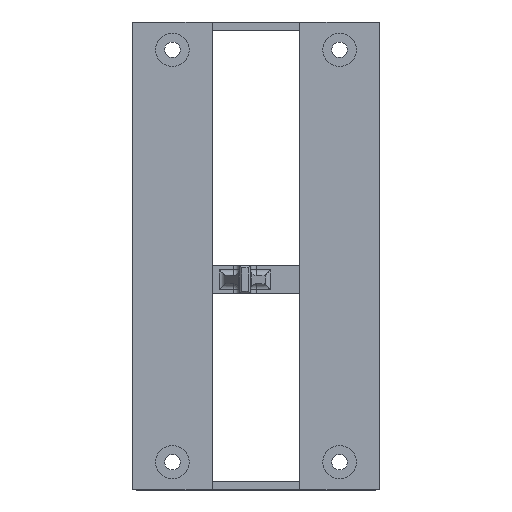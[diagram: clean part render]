
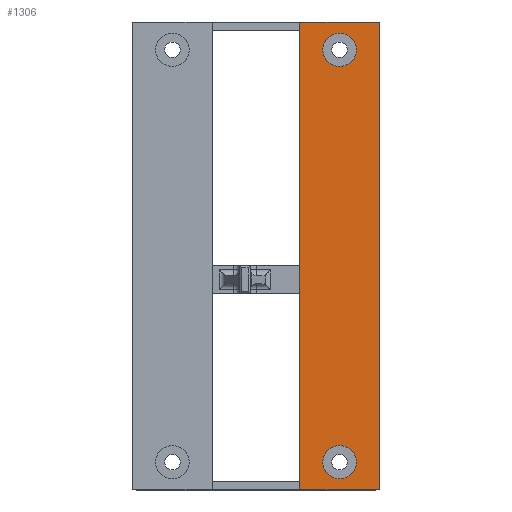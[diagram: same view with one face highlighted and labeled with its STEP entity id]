
A CAD part, top view. The second image highlights one B-rep face of the part: STEP entity #1306.
In plain terms, the highlighted planar face has unit normal (0, 0, 1).
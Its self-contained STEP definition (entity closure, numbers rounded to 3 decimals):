
#76=CIRCLE('',#1379,3.);
#86=CIRCLE('',#1409,3.);
#248=ORIENTED_EDGE('',*,*,#558,.F.);
#249=ORIENTED_EDGE('',*,*,#600,.T.);
#250=ORIENTED_EDGE('',*,*,#514,.F.);
#251=ORIENTED_EDGE('',*,*,#560,.F.);
#252=ORIENTED_EDGE('',*,*,#601,.T.);
#253=ORIENTED_EDGE('',*,*,#507,.F.);
#507=EDGE_CURVE('',#693,#693,#76,.T.);
#514=EDGE_CURVE('',#700,#701,#816,.T.);
#558=EDGE_CURVE('',#742,#742,#86,.T.);
#560=EDGE_CURVE('',#744,#700,#846,.T.);
#600=EDGE_CURVE('',#775,#701,#876,.T.);
#601=EDGE_CURVE('',#744,#775,#877,.T.);
#693=VERTEX_POINT('',#1948);
#700=VERTEX_POINT('',#1965);
#701=VERTEX_POINT('',#1967);
#742=VERTEX_POINT('',#2060);
#744=VERTEX_POINT('',#2066);
#775=VERTEX_POINT('',#2143);
#816=LINE('',#1966,#938);
#846=LINE('',#2065,#968);
#876=LINE('',#2142,#998);
#877=LINE('',#2144,#999);
#938=VECTOR('',#1560,1000.);
#968=VECTOR('',#1642,1000.);
#998=VECTOR('',#1704,1000.);
#999=VECTOR('',#1705,1000.);
#1084=EDGE_LOOP('',(#248));
#1085=EDGE_LOOP('',(#249,#250,#251,#252));
#1086=EDGE_LOOP('',(#253));
#1182=FACE_BOUND('',#1084,.T.);
#1183=FACE_BOUND('',#1085,.T.);
#1184=FACE_BOUND('',#1086,.T.);
#1259=PLANE('',#1428);
#1306=ADVANCED_FACE('',(#1182,#1183,#1184),#1259,.F.);
#1379=AXIS2_PLACEMENT_3D('',#1947,#1541,#1542);
#1409=AXIS2_PLACEMENT_3D('',#2059,#1634,#1635);
#1428=AXIS2_PLACEMENT_3D('',#2141,#1702,#1703);
#1541=DIRECTION('',(0.,0.,1.));
#1542=DIRECTION('',(-1.,0.,0.));
#1560=DIRECTION('',(1.,0.,0.));
#1634=DIRECTION('',(0.,0.,1.));
#1635=DIRECTION('',(-1.,0.,0.));
#1642=DIRECTION('',(0.,1.,0.));
#1702=DIRECTION('',(0.,0.,-1.));
#1703=DIRECTION('',(1.,0.,0.));
#1704=DIRECTION('',(0.,1.,0.));
#1705=DIRECTION('',(1.,0.,0.));
#1947=CARTESIAN_POINT('',(15.,37.,3.));
#1948=CARTESIAN_POINT('',(12.,37.,3.));
#1965=CARTESIAN_POINT('',(7.875,42.,3.));
#1966=CARTESIAN_POINT('',(7.875,42.,3.));
#1967=CARTESIAN_POINT('',(22.125,42.,3.));
#2059=CARTESIAN_POINT('',(15.,-37.,3.));
#2060=CARTESIAN_POINT('',(12.,-37.,3.));
#2065=CARTESIAN_POINT('',(7.875,-42.,3.));
#2066=CARTESIAN_POINT('',(7.875,-42.,3.));
#2141=CARTESIAN_POINT('',(7.875,-42.,3.));
#2142=CARTESIAN_POINT('',(22.125,-42.,3.));
#2143=CARTESIAN_POINT('',(22.125,-42.,3.));
#2144=CARTESIAN_POINT('',(7.875,-42.,3.));
